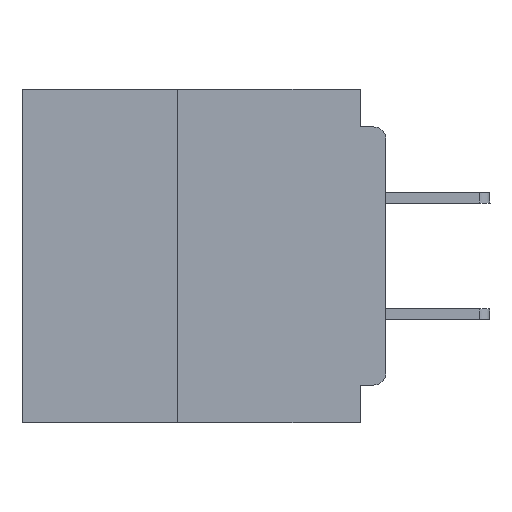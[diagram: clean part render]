
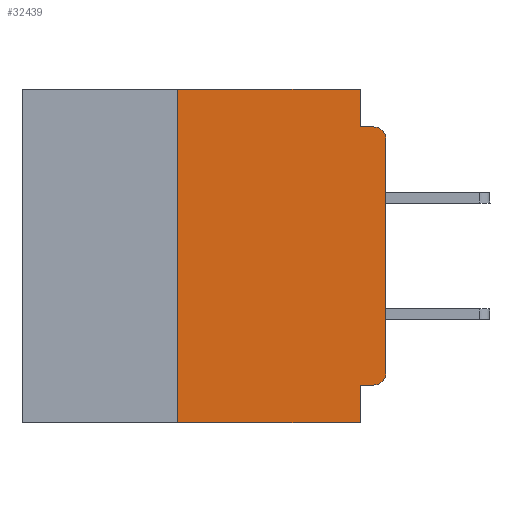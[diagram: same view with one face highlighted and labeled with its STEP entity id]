
A CAD part, left-side view. The second image highlights one B-rep face of the part: STEP entity #32439.
In plain terms, the highlighted planar face has unit normal (-1, 0, 0).
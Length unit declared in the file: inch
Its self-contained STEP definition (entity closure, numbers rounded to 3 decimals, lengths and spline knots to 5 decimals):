
#621 = CARTESIAN_POINT ( 'NONE',  ( 0., 0.437, 0. ) ) ;
#1207 = DIRECTION ( 'NONE',  ( 0., 0., -1. ) ) ;
#1508 = EDGE_CURVE ( 'NONE', #15296, #55373, #41359, .T. ) ;
#1529 = DIRECTION ( 'NONE',  ( 1., 0., 0. ) ) ;
#1882 = CARTESIAN_POINT ( 'NONE',  ( 0., 0.015, -0.045 ) ) ;
#2093 = DIRECTION ( 'NONE',  ( 0., 1., 0. ) ) ;
#2151 = ORIENTED_EDGE ( 'NONE', *, *, #45096, .T. ) ;
#2565 = EDGE_CURVE ( 'NONE', #55373, #6372, #54724, .T. ) ;
#3416 = CARTESIAN_POINT ( 'NONE',  ( 0., 0.031, -0.045 ) ) ;
#4712 = CARTESIAN_POINT ( 'NONE',  ( 0., 0., 0. ) ) ;
#4903 = DIRECTION ( 'NONE',  ( 0., 0., -1. ) ) ;
#5027 = ORIENTED_EDGE ( 'NONE', *, *, #24440, .F. ) ;
#6372 = VERTEX_POINT ( 'NONE', #27940 ) ;
#7657 = CARTESIAN_POINT ( 'NONE',  ( 0., 0.25, -0.4 ) ) ;
#8433 = ORIENTED_EDGE ( 'NONE', *, *, #46640, .T. ) ;
#10212 = DIRECTION ( 'NONE',  ( 0., 0., 1. ) ) ;
#11570 = DIRECTION ( 'NONE',  ( 0., -1., 0. ) ) ;
#12470 = DIRECTION ( 'NONE',  ( 0., -1., 0. ) ) ;
#12706 = VECTOR ( 'NONE', #12470, 39.37008 ) ;
#13342 = VERTEX_POINT ( 'NONE', #18459 ) ;
#13716 = VECTOR ( 'NONE', #2093, 39.37008 ) ;
#15296 = VERTEX_POINT ( 'NONE', #61187 ) ;
#15772 = VERTEX_POINT ( 'NONE', #59940 ) ;
#16224 = VERTEX_POINT ( 'NONE', #68768 ) ;
#16754 = EDGE_CURVE ( 'NONE', #22546, #16224, #69055, .T. ) ;
#17670 = VECTOR ( 'NONE', #4903, 39.37008 ) ;
#17936 = CARTESIAN_POINT ( 'NONE',  ( 0., 0., -0.045 ) ) ;
#18459 = CARTESIAN_POINT ( 'NONE',  ( 0., 0.015, -0.355 ) ) ;
#20185 = EDGE_CURVE ( 'NONE', #15296, #16224, #58254, .T. ) ;
#20195 = FACE_OUTER_BOUND ( 'NONE', #51340, .T. ) ;
#20364 = DIRECTION ( 'NONE',  ( -1., 0., 0. ) ) ;
#22546 = VERTEX_POINT ( 'NONE', #55931 ) ;
#23554 = ORIENTED_EDGE ( 'NONE', *, *, #2565, .F. ) ;
#23645 = CIRCLE ( 'NONE', #37934, 0.015 ) ;
#24325 = DIRECTION ( 'NONE',  ( 0., 0., 1. ) ) ;
#24440 = EDGE_CURVE ( 'NONE', #26568, #42261, #56042, .T. ) ;
#25874 = VECTOR ( 'NONE', #11570, 39.37008 ) ;
#25941 = VECTOR ( 'NONE', #35433, 39.37008 ) ;
#26489 = LINE ( 'NONE', #34687, #13716 ) ;
#26568 = VERTEX_POINT ( 'NONE', #3416 ) ;
#27700 = EDGE_CURVE ( 'NONE', #13342, #22546, #26489, .T. ) ;
#27940 = CARTESIAN_POINT ( 'NONE',  ( 0., 0.031, 0. ) ) ;
#28864 = VECTOR ( 'NONE', #10212, 39.37008 ) ;
#29954 = CARTESIAN_POINT ( 'NONE',  ( 0., 0.031, -0.4 ) ) ;
#32138 = LINE ( 'NONE', #43009, #17670 ) ;
#32439 = ADVANCED_FACE ( 'NONE', ( #20195 ), #66483, .F. ) ;
#33794 = DIRECTION ( 'NONE',  ( -1., 0., 0. ) ) ;
#34687 = CARTESIAN_POINT ( 'NONE',  ( 0., 0., -0.355 ) ) ;
#35433 = DIRECTION ( 'NONE',  ( 0., 0., -1. ) ) ;
#37772 = EDGE_CURVE ( 'NONE', #6372, #26568, #32138, .T. ) ;
#37934 = AXIS2_PLACEMENT_3D ( 'NONE', #66175, #33794, #1207 ) ;
#39598 = DIRECTION ( 'NONE',  ( 0., 0., -1. ) ) ;
#40069 = CARTESIAN_POINT ( 'NONE',  ( 0., 0.437, -0.4 ) ) ;
#41359 = LINE ( 'NONE', #7657, #68310 ) ;
#41641 = LINE ( 'NONE', #4712, #28864 ) ;
#42040 = ORIENTED_EDGE ( 'NONE', *, *, #27700, .F. ) ;
#42261 = VERTEX_POINT ( 'NONE', #1882 ) ;
#42555 = ORIENTED_EDGE ( 'NONE', *, *, #20185, .T. ) ;
#42559 = AXIS2_PLACEMENT_3D ( 'NONE', #50274, #1529, #39598 ) ;
#43009 = CARTESIAN_POINT ( 'NONE',  ( 0., 0.031, 0. ) ) ;
#43871 = ORIENTED_EDGE ( 'NONE', *, *, #37772, .F. ) ;
#43882 = VECTOR ( 'NONE', #67168, 39.37008 ) ;
#45096 = EDGE_CURVE ( 'NONE', #15772, #47743, #41641, .T. ) ;
#45813 = ORIENTED_EDGE ( 'NONE', *, *, #16754, .F. ) ;
#46640 = EDGE_CURVE ( 'NONE', #47743, #42261, #23645, .T. ) ;
#47743 = VERTEX_POINT ( 'NONE', #59624 ) ;
#50274 = CARTESIAN_POINT ( 'NONE',  ( 0., 0.437, 0. ) ) ;
#51321 = ORIENTED_EDGE ( 'NONE', *, *, #66413, .T. ) ;
#51340 = EDGE_LOOP ( 'NONE', ( #2151, #8433, #5027, #43871, #23554, #55335, #42555, #45813, #42040, #51321 ) ) ;
#52874 = CARTESIAN_POINT ( 'NONE',  ( 0., 0.015, -0.34 ) ) ;
#54724 = LINE ( 'NONE', #621, #25874 ) ;
#55335 = ORIENTED_EDGE ( 'NONE', *, *, #1508, .F. ) ;
#55373 = VERTEX_POINT ( 'NONE', #68491 ) ;
#55931 = CARTESIAN_POINT ( 'NONE',  ( 0., 0.031, -0.355 ) ) ;
#56042 = LINE ( 'NONE', #17936, #12706 ) ;
#58116 = AXIS2_PLACEMENT_3D ( 'NONE', #52874, #20364, #58312 ) ;
#58254 = LINE ( 'NONE', #40069, #43882 ) ;
#58312 = DIRECTION ( 'NONE',  ( 0., 0., -1. ) ) ;
#59624 = CARTESIAN_POINT ( 'NONE',  ( 0., 0., -0.06 ) ) ;
#59940 = CARTESIAN_POINT ( 'NONE',  ( 0., 0., -0.34 ) ) ;
#61187 = CARTESIAN_POINT ( 'NONE',  ( 0., 0.25, -0.4 ) ) ;
#62208 = CIRCLE ( 'NONE', #58116, 0.015 ) ;
#66175 = CARTESIAN_POINT ( 'NONE',  ( 0., 0.015, -0.06 ) ) ;
#66413 = EDGE_CURVE ( 'NONE', #13342, #15772, #62208, .T. ) ;
#66483 = PLANE ( 'NONE',  #42559 ) ;
#67168 = DIRECTION ( 'NONE',  ( 0., -1., 0. ) ) ;
#68310 = VECTOR ( 'NONE', #24325, 39.37008 ) ;
#68491 = CARTESIAN_POINT ( 'NONE',  ( 0., 0.25, 0. ) ) ;
#68768 = CARTESIAN_POINT ( 'NONE',  ( 0., 0.031, -0.4 ) ) ;
#69055 = LINE ( 'NONE', #29954, #25941 ) ;
